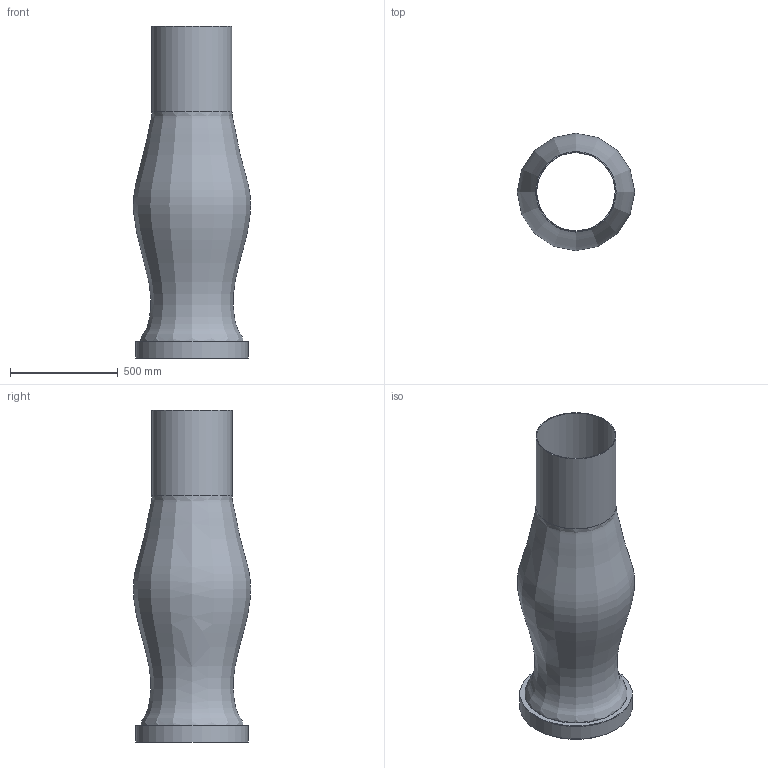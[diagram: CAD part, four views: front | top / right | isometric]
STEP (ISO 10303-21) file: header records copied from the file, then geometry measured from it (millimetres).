
FILE_DESCRIPTION(/* description */ ('STEP AP242','CAx-IF Rec.Pracs.---Representation and Presentation of Product Manufacturing Information (PMI)---4.0---2014-10-13','CAx-IF Rec.Pracs.---3D Tessellated Geometry---0.4---2014-09-14','2;1'),/* implementation_level */ '2;1');
FILE_NAME(/* name */ '61f6a95b74beb127beddfb61',/* time_stamp */ '2022-01-30T15:06:04+00:00',/* author */ (''),/* organization */ (''),/* preprocessor_version */ 'ST-DEVELOPER v18.101',/* originating_system */ ' ',/* authorisation */ ' ');
FILE_SCHEMA (('AP242_MANAGED_MODEL_BASED_3D_ENGINEERING_MIM_LF { 1 0 10303 442 1 1 4 }'));
Length unit declared in the file: metre
Products named in the file (1): outer_shell
Bounding box: 544.47 x 545.18 x 1541.69 mm (x, y, z)
Volume: 9238177.6 mm3; surface area: 4555822.7 mm2
Topology: 1 solids, 1 shells, 13 faces, 21 edges, 13 vertices
Faces by surface type: cylinder 6, plane 5, bspline 2
Full cylindrical faces by diameter (mm): 364.103 x1, 372.027 x1, 466.913 x1, 479.613 x1, 515.824 x1, 522.168 x1
Entity records: 4237 total; most frequent: CARTESIAN_POINT 3993, DIRECTION 50, ORIENTED_EDGE 26, EDGE_LOOP 26, FACE_BOUND 26, AXIS2_PLACEMENT_3D 25, EDGE_CURVE 13, VERTEX_POINT 13
